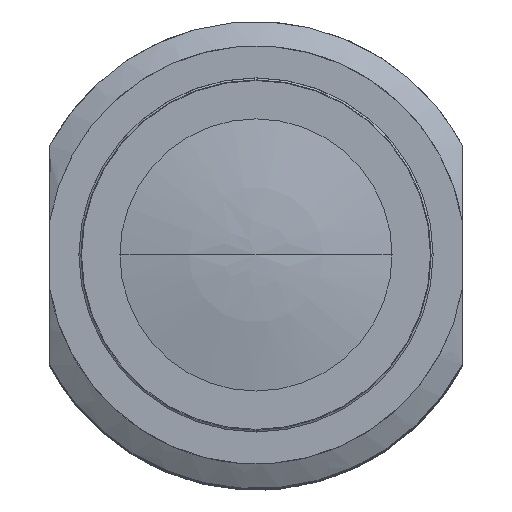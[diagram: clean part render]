
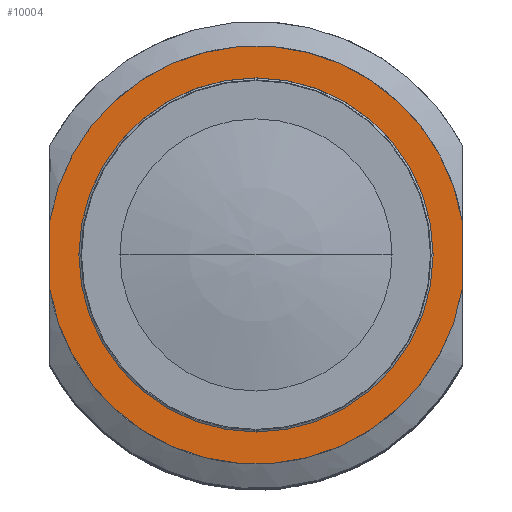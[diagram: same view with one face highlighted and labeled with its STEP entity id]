
A CAD part, top view. The second image highlights one B-rep face of the part: STEP entity #10004.
In plain terms, the highlighted face is planar.
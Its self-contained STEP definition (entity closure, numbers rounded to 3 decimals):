
#1=CARTESIAN_POINT('',(0.,30.,0.));
#2=DIRECTION('',(0.,1.,0.));
#3=DIRECTION('',(0.161,0.,0.987));
#4=AXIS2_PLACEMENT_3D('',#1,#2,#3);
#1474=CARTESIAN_POINT('',(0.,30.,0.));
#1475=DIRECTION('',(0.,1.,0.));
#1476=DIRECTION('',(-0.161,0.,-0.987));
#1477=AXIS2_PLACEMENT_3D('',#1474,#1475,#1476);
#2887=DIRECTION('',(-1.,0.,0.));
#2888=VECTOR('',#2887,1.728);
#2889=CARTESIAN_POINT('',(0.864,30.,5.3));
#2890=LINE('',#2889,#2888);
#2891=DIRECTION('',(-1.,0.,0.));
#2892=VECTOR('',#2891,1.728);
#2893=CARTESIAN_POINT('',(0.864,30.,-5.3));
#2894=LINE('',#2893,#2892);
#2895=CARTESIAN_POINT('',(0.,30.,0.));
#2896=DIRECTION('',(0.,-1.,0.));
#2897=DIRECTION('',(1.,0.,0.));
#2898=AXIS2_PLACEMENT_3D('',#2895,#2896,#2897);
#2908=CARTESIAN_POINT('',(0.,30.,0.));
#2909=DIRECTION('',(0.,1.,0.));
#2910=DIRECTION('',(1.,0.,0.));
#2911=AXIS2_PLACEMENT_3D('',#2908,#2909,#2910);
#8099=CARTESIAN_POINT('',(4.55,30.,0.));
#8101=VERTEX_POINT('',#8099);
#8103=CARTESIAN_POINT('',(-4.55,30.,0.));
#8105=VERTEX_POINT('',#8103);
#8203=CARTESIAN_POINT('',(0.864,30.,5.3));
#8205=VERTEX_POINT('',#8203);
#8299=CARTESIAN_POINT('',(-0.864,30.,-5.3));
#8301=VERTEX_POINT('',#8299);
#8419=CARTESIAN_POINT('',(-0.864,30.,5.3));
#8421=VERTEX_POINT('',#8419);
#8495=CARTESIAN_POINT('',(0.864,30.,-5.3));
#8497=VERTEX_POINT('',#8495);
#9985=CARTESIAN_POINT('',(0.,30.,0.));
#9986=DIRECTION('',(0.,-1.,0.));
#9987=DIRECTION('',(-1.,0.,0.));
#9988=AXIS2_PLACEMENT_3D('',#9985,#9986,#9987);
#9989=PLANE('',#9988);
#9991=ORIENTED_EDGE('',*,*,#9990,.T.);
#9992=ORIENTED_EDGE('',*,*,#9522,.F.);
#9994=ORIENTED_EDGE('',*,*,#9993,.F.);
#9995=ORIENTED_EDGE('',*,*,#9046,.F.);
#9996=EDGE_LOOP('',(#9991,#9992,#9994,#9995));
#9997=FACE_OUTER_BOUND('',#9996,.F.);
#9999=ORIENTED_EDGE('',*,*,#9998,.F.);
#10001=ORIENTED_EDGE('',*,*,#10000,.T.);
#10002=EDGE_LOOP('',(#9999,#10001));
#10003=FACE_BOUND('',#10002,.F.);
#10004=ADVANCED_FACE('',(#9997,#10003),#9989,.F.);
#5=CIRCLE('',#4,5.37);
#1478=CIRCLE('',#1477,5.37);
#2899=CIRCLE('',#2898,4.55);
#2912=CIRCLE('',#2911,4.55);
#9046=EDGE_CURVE('',#8205,#8497,#5,.T.);
#9522=EDGE_CURVE('',#8301,#8421,#1478,.T.);
#9990=EDGE_CURVE('',#8205,#8421,#2890,.T.);
#9993=EDGE_CURVE('',#8497,#8301,#2894,.T.);
#9998=EDGE_CURVE('',#8101,#8105,#2899,.T.);
#10000=EDGE_CURVE('',#8101,#8105,#2912,.T.);
